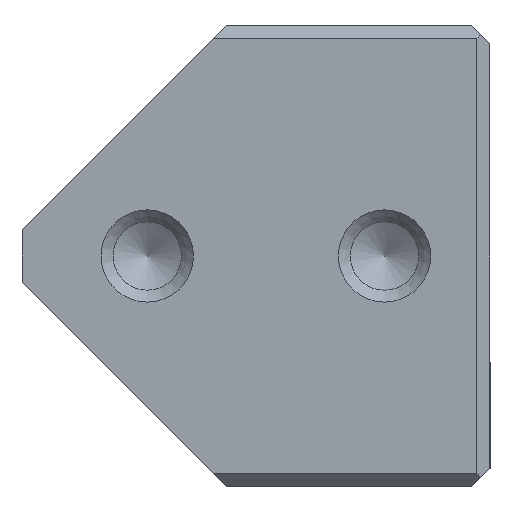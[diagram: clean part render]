
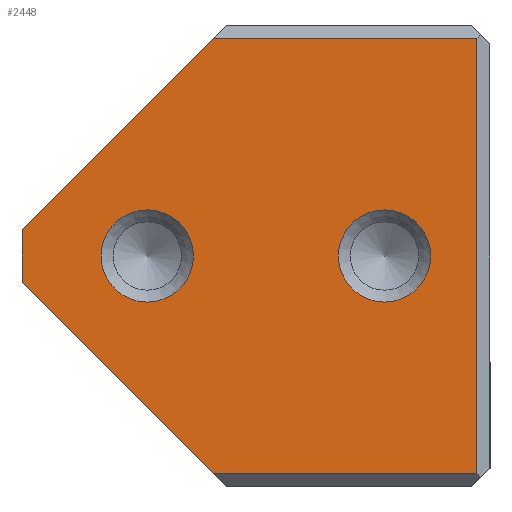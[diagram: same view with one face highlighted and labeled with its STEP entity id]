
A CAD part, left-side view. The second image highlights one B-rep face of the part: STEP entity #2448.
In plain terms, the highlighted planar face has unit normal (-1, 0, 0).
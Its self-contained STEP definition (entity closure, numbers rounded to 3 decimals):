
#2448=ADVANCED_FACE('',(#3314,#3315,#3316),#2810,.T.);
#2810=PLANE('',#8440);
#3041=CIRCLE('',#8438,3.5);
#3042=CIRCLE('',#8439,3.5);
#3314=FACE_BOUND('',#3495,.T.);
#3315=FACE_BOUND('',#3496,.T.);
#3316=FACE_BOUND('',#3497,.T.);
#3495=EDGE_LOOP('',(#4172));
#3496=EDGE_LOOP('',(#4173));
#3497=EDGE_LOOP('',(#4174,#4175,#4176,#4177,#4178,#4179));
#4172=ORIENTED_EDGE('',*,*,#6534,.T.);
#4173=ORIENTED_EDGE('',*,*,#6535,.T.);
#4174=ORIENTED_EDGE('',*,*,#6536,.T.);
#4175=ORIENTED_EDGE('',*,*,#6537,.T.);
#4176=ORIENTED_EDGE('',*,*,#6538,.T.);
#4177=ORIENTED_EDGE('',*,*,#6539,.F.);
#4178=ORIENTED_EDGE('',*,*,#6540,.T.);
#4179=ORIENTED_EDGE('',*,*,#6541,.T.);
#5924=VERTEX_POINT('',#10801);
#5925=VERTEX_POINT('',#10803);
#5926=VERTEX_POINT('',#10805);
#5927=VERTEX_POINT('',#10806);
#5928=VERTEX_POINT('',#10808);
#5929=VERTEX_POINT('',#10810);
#5930=VERTEX_POINT('',#10812);
#5931=VERTEX_POINT('',#10814);
#6534=EDGE_CURVE('',#5924,#5924,#3041,.T.);
#6535=EDGE_CURVE('',#5925,#5925,#3042,.T.);
#6536=EDGE_CURVE('',#5926,#5927,#7325,.T.);
#6537=EDGE_CURVE('',#5927,#5928,#7326,.T.);
#6538=EDGE_CURVE('',#5928,#5929,#7327,.T.);
#6539=EDGE_CURVE('',#5930,#5929,#7328,.T.);
#6540=EDGE_CURVE('',#5930,#5931,#7329,.T.);
#6541=EDGE_CURVE('',#5931,#5926,#7330,.T.);
#7325=LINE('',#10804,#7955);
#7326=LINE('',#10807,#7956);
#7327=LINE('',#10809,#7957);
#7328=LINE('',#10811,#7958);
#7329=LINE('',#10813,#7959);
#7330=LINE('',#10815,#7960);
#7955=VECTOR('',#8952,1.);
#7956=VECTOR('',#8953,1.);
#7957=VECTOR('',#8954,1.);
#7958=VECTOR('',#8955,1.);
#7959=VECTOR('',#8956,1.);
#7960=VECTOR('',#8957,1.);
#8438=AXIS2_PLACEMENT_3D('',#10800,#8948,#8949);
#8439=AXIS2_PLACEMENT_3D('',#10802,#8950,#8951);
#8440=AXIS2_PLACEMENT_3D('',#10816,#8958,#8959);
#8948=DIRECTION('',(1.,0.,0.));
#8949=DIRECTION('',(0.,0.,-1.));
#8950=DIRECTION('',(1.,0.,0.));
#8951=DIRECTION('',(0.,0.,-1.));
#8952=DIRECTION('',(0.,0.,1.));
#8953=DIRECTION('',(0.,1.,0.));
#8954=DIRECTION('',(0.,0.707,-0.707));
#8955=DIRECTION('',(0.,0.,1.));
#8956=DIRECTION('',(0.,-0.707,-0.707));
#8957=DIRECTION('',(0.,-1.,0.));
#8958=DIRECTION('',(-1.,0.,0.));
#8959=DIRECTION('',(0.,0.,-1.));
#10800=CARTESIAN_POINT('',(0.,26.,17.5));
#10801=CARTESIAN_POINT('',(0.,26.,14.));
#10802=CARTESIAN_POINT('',(0.,8.,17.5));
#10803=CARTESIAN_POINT('',(0.,8.,14.));
#10804=CARTESIAN_POINT('',(0.,1.,0.));
#10805=CARTESIAN_POINT('',(0.,1.,1.));
#10806=CARTESIAN_POINT('',(0.,1.,34.));
#10807=CARTESIAN_POINT('',(0.,17.75,34.));
#10808=CARTESIAN_POINT('',(0.,21.002,34.));
#10809=CARTESIAN_POINT('',(0.,36.376,18.626));
#10810=CARTESIAN_POINT('',(0.,35.5,19.502));
#10811=CARTESIAN_POINT('',(0.,35.5,0.));
#10812=CARTESIAN_POINT('',(0.,35.5,15.498));
#10813=CARTESIAN_POINT('',(0.,18.876,-1.126));
#10814=CARTESIAN_POINT('',(0.,21.002,1.));
#10815=CARTESIAN_POINT('',(0.,17.75,1.));
#10816=CARTESIAN_POINT('',(0.,17.75,0.));
